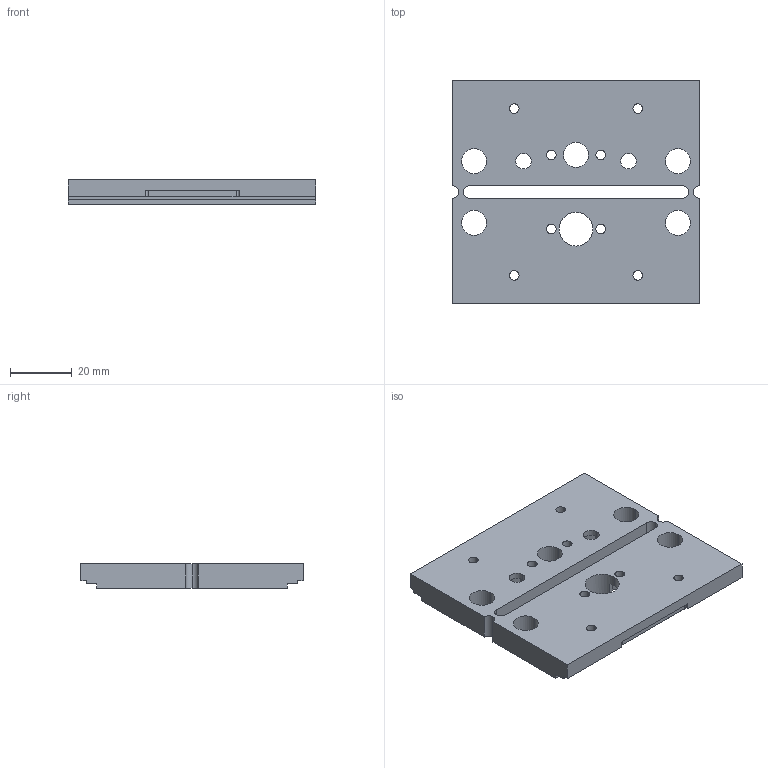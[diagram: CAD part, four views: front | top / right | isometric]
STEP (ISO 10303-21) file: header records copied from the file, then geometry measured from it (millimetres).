
FILE_DESCRIPTION (( 'STEP AP214' ), '1' );
FILE_NAME ('CNC樓馱璃-樁蕾斐-v1.2.1_one-20250901.STEP', '2025-09-01T04:35:21', ( '' ), ( '' ), 'SwSTEP 2.0', 'SolidWorks 2018', '' );
FILE_SCHEMA (( 'AUTOMOTIVE_DESIGN' ));
Length unit declared in the file: millimetre
Products named in the file (1): CNC樓馱璃-樁蕾斐-v1.2.1_one-20250901
Bounding box: 80 x 72 x 8 mm (x, y, z)
Volume: 37587.3 mm3; surface area: 16095.9 mm2
Topology: 1 solids, 1 shells, 108 faces, 306 edges, 204 vertices
Faces by surface type: plane 66, cylinder 42
Entity records: 3620 total; most frequent: CARTESIAN_POINT 619, ORIENTED_EDGE 612, DIRECTION 612, EDGE_CURVE 306, VECTOR 218, LINE 218, VERTEX_POINT 204, AXIS2_PLACEMENT_3D 197
